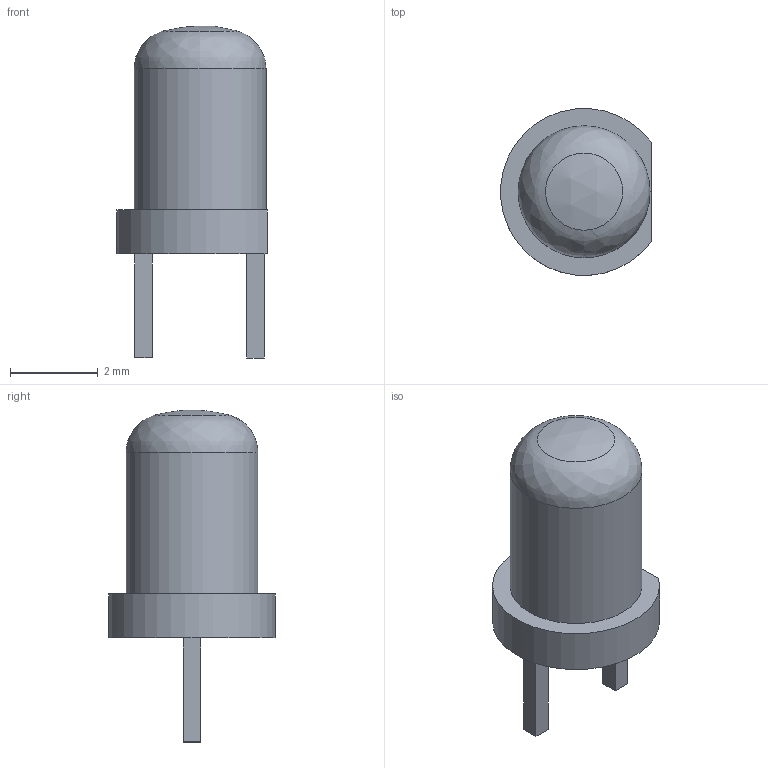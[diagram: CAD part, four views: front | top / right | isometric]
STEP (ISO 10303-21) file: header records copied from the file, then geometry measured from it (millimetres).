
FILE_DESCRIPTION(/* description */ (''),/* implementation_level */ '2;1');
FILE_NAME(/* name */ 'LED-3MM-ROJO.step',/* time_stamp */ '2019-10-30T11:00:42-05:00',/* author */ (''),/* organization */ (''),/* preprocessor_version */ 'ST-DEVELOPER v18',/* originating_system */ 'Autodesk Translation Framework v8.9.1.1155',/* authorisation */ '');
FILE_SCHEMA (('AUTOMOTIVE_DESIGN { 1 0 10303 214 3 1 1 }'));
Length unit declared in the file: millimetre
Products named in the file (1): LED-3MM-ROJO
Bounding box: 3.42 x 3.79 x 7.55 mm (x, y, z)
Volume: 39.2 mm3; surface area: 75.6 mm2
Topology: 1 solids, 1 shells, 17 faces, 38 edges, 26 vertices
Faces by surface type: plane 13, cylinder 2, bspline 1, sphere 1
Full cylindrical faces by diameter (mm): 3 x1
Entity records: 553 total; most frequent: CARTESIAN_POINT 108, DIRECTION 81, ORIENTED_EDGE 76, EDGE_CURVE 38, LINE 29, VECTOR 29, VERTEX_POINT 26, AXIS2_PLACEMENT_3D 26
